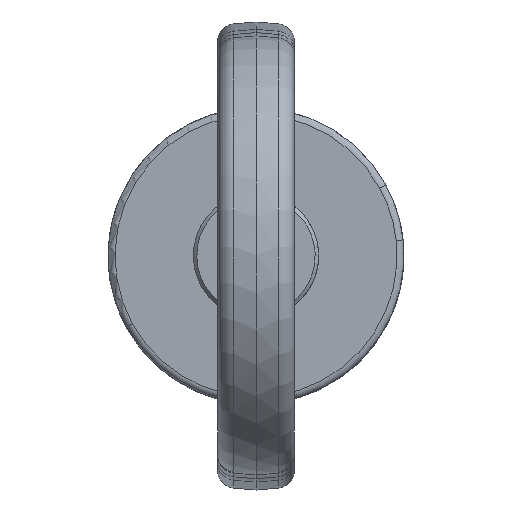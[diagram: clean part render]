
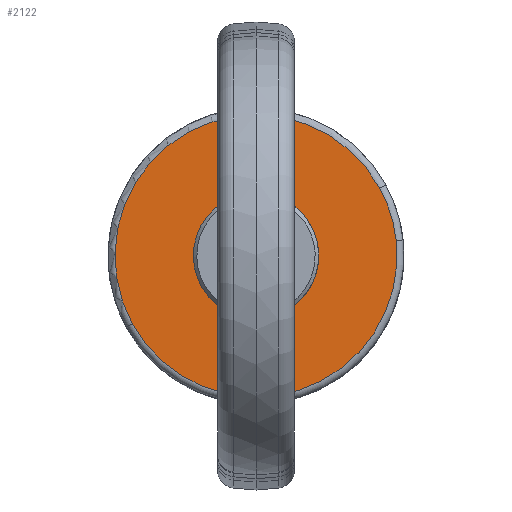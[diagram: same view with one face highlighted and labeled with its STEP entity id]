
A CAD part, top view. The second image highlights one B-rep face of the part: STEP entity #2122.
In plain terms, the highlighted planar face has unit normal (0, 0, 1).
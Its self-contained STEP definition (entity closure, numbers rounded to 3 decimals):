
#1586=CARTESIAN_POINT('Vertex',(40.261,4.397,-91.3)) ;
#1593=CARTESIAN_POINT('Vertex',(35.542,19.417,-91.3)) ;
#1596=CARTESIAN_POINT('Axis2P3D Location',(0.,0.,-91.3)) ;
#1613=CARTESIAN_POINT('Axis2P3D Location',(0.,0.,-91.3)) ;
#1617=CARTESIAN_POINT('Vertex',(-35.542,-19.417,-91.3)) ;
#1872=CARTESIAN_POINT('Axis2P3D Location',(0.,0.,-91.3)) ;
#2094=CARTESIAN_POINT('Axis2P3D Location',(42.5,0.,-91.3)) ;
#2104=CARTESIAN_POINT('Axis2P3D Location',(0.,0.,-91.3)) ;
#2108=CARTESIAN_POINT('Vertex',(-8.63,-15.796,-91.3)) ;
#2110=CARTESIAN_POINT('Vertex',(8.63,15.796,-91.3)) ;
#2113=CARTESIAN_POINT('Axis2P3D Location',(0.,0.,-91.3)) ;
#1597=DIRECTION('Axis2P3D Direction',(0.,0.,1.)) ;
#1614=DIRECTION('Axis2P3D Direction',(0.,0.,1.)) ;
#1873=DIRECTION('Axis2P3D Direction',(-0.,0.,1.)) ;
#2095=DIRECTION('Axis2P3D Direction',(0.,0.,1.)) ;
#2096=DIRECTION('Axis2P3D XDirection',(1.,0.,0.)) ;
#2105=DIRECTION('Axis2P3D Direction',(0.,0.,1.)) ;
#2114=DIRECTION('Axis2P3D Direction',(0.,0.,1.)) ;
#1598=AXIS2_PLACEMENT_3D('Circle Axis2P3D',#1596,#1597,$) ;
#1615=AXIS2_PLACEMENT_3D('Circle Axis2P3D',#1613,#1614,$) ;
#1874=AXIS2_PLACEMENT_3D('Circle Axis2P3D',#1872,#1873,$) ;
#2097=AXIS2_PLACEMENT_3D('Plane Axis2P3D',#2094,#2095,#2096) ;
#2106=AXIS2_PLACEMENT_3D('Circle Axis2P3D',#2104,#2105,$) ;
#2115=AXIS2_PLACEMENT_3D('Circle Axis2P3D',#2113,#2114,$) ;
#2100=ORIENTED_EDGE('',*,*,#1619,.T.) ;
#2101=ORIENTED_EDGE('',*,*,#1600,.T.) ;
#2102=ORIENTED_EDGE('',*,*,#1876,.T.) ;
#2119=ORIENTED_EDGE('',*,*,#2112,.T.) ;
#2120=ORIENTED_EDGE('',*,*,#2117,.T.) ;
#2121=FACE_BOUND('',#2118,.T.) ;
#2122=ADVANCED_FACE('\X2\672C9AD4\X0\.2',(#2103,#2121),#2098,.T.) ;
#1599=CIRCLE('generated circle',#1598,40.5) ;
#1616=CIRCLE('generated circle',#1615,40.5) ;
#1875=CIRCLE('generated circle',#1874,40.5) ;
#2107=CIRCLE('generated circle',#2106,18.) ;
#2116=CIRCLE('generated circle',#2115,18.) ;
#1600=EDGE_CURVE('',#1587,#1594,#1599,.T.) ;
#1619=EDGE_CURVE('',#1618,#1587,#1616,.T.) ;
#1876=EDGE_CURVE('',#1594,#1618,#1875,.T.) ;
#2112=EDGE_CURVE('',#2109,#2111,#2107,.F.) ;
#2117=EDGE_CURVE('',#2111,#2109,#2116,.F.) ;
#2099=EDGE_LOOP('',(#2100,#2101,#2102)) ;
#2118=EDGE_LOOP('',(#2119,#2120)) ;
#2103=FACE_OUTER_BOUND('',#2099,.T.) ;
#2098=PLANE('',#2097) ;
#1587=VERTEX_POINT('',#1586) ;
#1594=VERTEX_POINT('',#1593) ;
#1618=VERTEX_POINT('',#1617) ;
#2109=VERTEX_POINT('',#2108) ;
#2111=VERTEX_POINT('',#2110) ;
